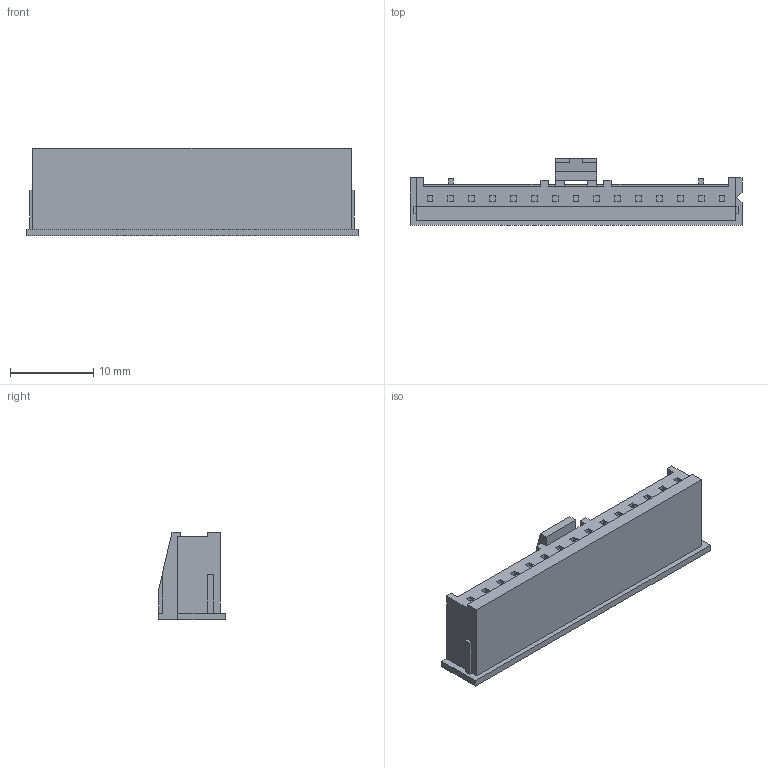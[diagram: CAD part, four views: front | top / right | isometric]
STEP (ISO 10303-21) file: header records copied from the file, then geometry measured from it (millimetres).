
FILE_DESCRIPTION (( 'STEP AP214' ), '1' );
FILE_NAME ('XARP-15V.STEP', '2012-04-09T07:03:09', ( 'root' ), ( 'Hewlett-Packard Company' ), 'SwSTEP 2.0', 'SolidWorks 2009', '' );
FILE_SCHEMA (( 'AUTOMOTIVE_DESIGN' ));
Length unit declared in the file: millimetre
Products named in the file (1): XARP-15V
Bounding box: 39.8 x 8 x 10.5 mm (x, y, z)
Volume: 1719.7 mm3; surface area: 1608.6 mm2
Topology: 1 solids, 1 shells, 220 faces, 556 edges, 368 vertices
Faces by surface type: plane 220
Entity records: 8914 total; most frequent: CARTESIAN_POINT 1145, ORIENTED_EDGE 1112, DIRECTION 998, EDGE_CURVE 556, VECTOR 556, LINE 556, VERTEX_POINT 368, EDGE_LOOP 252
